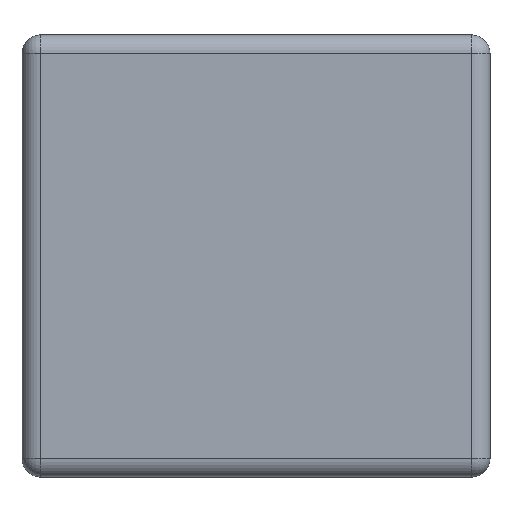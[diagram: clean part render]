
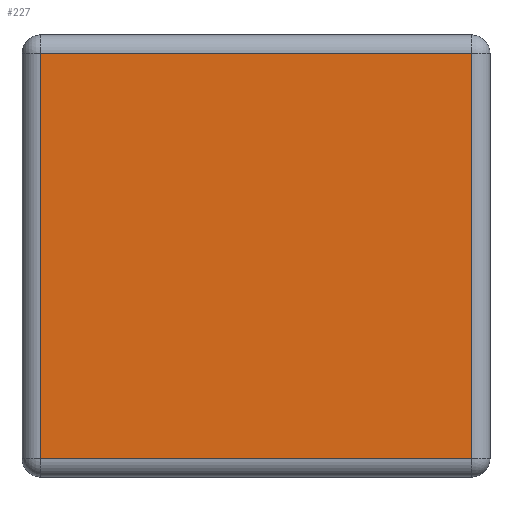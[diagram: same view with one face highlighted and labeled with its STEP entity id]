
A CAD part, left-side view. The second image highlights one B-rep face of the part: STEP entity #227.
In plain terms, the highlighted planar face has unit normal (-1, 0, 0).
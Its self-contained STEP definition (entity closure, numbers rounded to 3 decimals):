
#207 = EDGE_CURVE ( 'NONE', #232, #234, #1079, .T. ) ;
#208 = ORIENTED_EDGE ( 'NONE', *, *, #209, .T. ) ;
#209 = EDGE_CURVE ( 'NONE', #234, #210, #1075, .T. ) ;
#210 = VERTEX_POINT ( 'NONE', #1071 ) ;
#211 = ORIENTED_EDGE ( 'NONE', *, *, #212, .T. ) ;
#212 = EDGE_CURVE ( 'NONE', #210, #231, #1069, .T. ) ;
#227 = ADVANCED_FACE ( 'NONE', ( #1091 ), #1138, .F. ) ;
#228 = EDGE_LOOP ( 'NONE', ( #229, #233, #208, #211 ) ) ;
#229 = ORIENTED_EDGE ( 'NONE', *, *, #230, .T. ) ;
#230 = EDGE_CURVE ( 'NONE', #231, #232, #1133, .T. ) ;
#231 = VERTEX_POINT ( 'NONE', #1129 ) ;
#232 = VERTEX_POINT ( 'NONE', #1128 ) ;
#233 = ORIENTED_EDGE ( 'NONE', *, *, #207, .T. ) ;
#234 = VERTEX_POINT ( 'NONE', #1127 ) ;
#1066 = DIRECTION ( 'NONE',  ( 0., 0., 1. ) ) ;
#1067 = VECTOR ( 'NONE', #1066, 1000. ) ;
#1068 = CARTESIAN_POINT ( 'NONE',  ( -1., 0.05, 0.6 ) ) ;
#1069 = LINE ( 'NONE', #1068, #1067 ) ;
#1071 = CARTESIAN_POINT ( 'NONE',  ( -1., 0.05, -0.55 ) ) ;
#1072 = DIRECTION ( 'NONE',  ( 0., -1., 0. ) ) ;
#1073 = VECTOR ( 'NONE', #1072, 1000. ) ;
#1074 = CARTESIAN_POINT ( 'NONE',  ( -1., 1.27, -0.55 ) ) ;
#1075 = LINE ( 'NONE', #1074, #1073 ) ;
#1076 = DIRECTION ( 'NONE',  ( 0., 0., -1. ) ) ;
#1077 = VECTOR ( 'NONE', #1076, 1000. ) ;
#1078 = CARTESIAN_POINT ( 'NONE',  ( -1., 1.22, 0.6 ) ) ;
#1079 = LINE ( 'NONE', #1078, #1077 ) ;
#1091 = FACE_OUTER_BOUND ( 'NONE', #228, .T. ) ;
#1127 = CARTESIAN_POINT ( 'NONE',  ( -1., 1.22, -0.55 ) ) ;
#1128 = CARTESIAN_POINT ( 'NONE',  ( -1., 1.22, 0.55 ) ) ;
#1129 = CARTESIAN_POINT ( 'NONE',  ( -1., 0.05, 0.55 ) ) ;
#1130 = DIRECTION ( 'NONE',  ( 0., 1., 0. ) ) ;
#1131 = VECTOR ( 'NONE', #1130, 1000. ) ;
#1132 = CARTESIAN_POINT ( 'NONE',  ( -1., 1.27, 0.55 ) ) ;
#1133 = LINE ( 'NONE', #1132, #1131 ) ;
#1134 = DIRECTION ( 'NONE',  ( 0., 0., -1. ) ) ;
#1135 = DIRECTION ( 'NONE',  ( 1., 0., 0. ) ) ;
#1136 = CARTESIAN_POINT ( 'NONE',  ( -1., 1.27, 0.6 ) ) ;
#1137 = AXIS2_PLACEMENT_3D ( 'NONE', #1136, #1135, #1134 ) ;
#1138 = PLANE ( 'NONE',  #1137 ) ;
